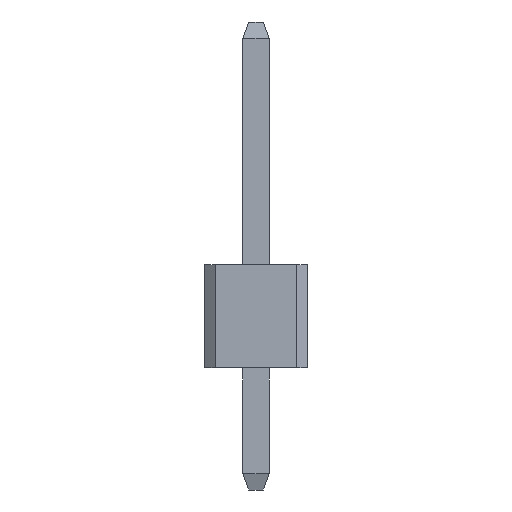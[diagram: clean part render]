
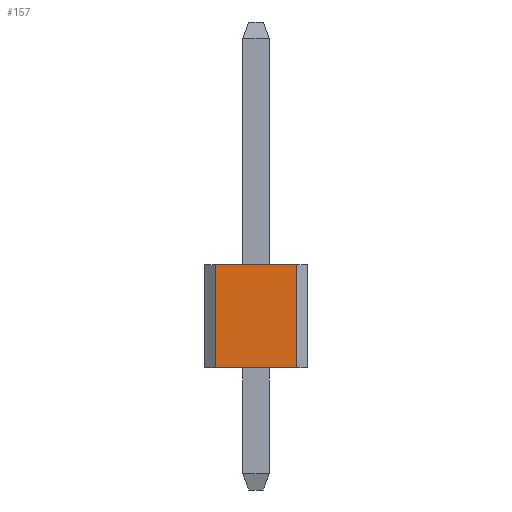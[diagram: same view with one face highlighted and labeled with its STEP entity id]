
A CAD part, front view. The second image highlights one B-rep face of the part: STEP entity #157.
In plain terms, the highlighted planar face has unit normal (0, -1, 0).
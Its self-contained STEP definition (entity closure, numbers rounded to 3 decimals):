
#35 = DIRECTION ( 'NONE',  ( 0., 0., -1. ) ) ;
#40 = CARTESIAN_POINT ( 'NONE',  ( -1., -1.27, 5.54 ) ) ;
#52 = LINE ( 'NONE', #40, #1466 ) ;
#74 = VECTOR ( 'NONE', #691, 1000. ) ;
#157 = ADVANCED_FACE ( 'NONE', ( #1513 ), #787, .T. ) ;
#186 = CARTESIAN_POINT ( 'NONE',  ( 1., -1.27, 5.54 ) ) ;
#378 = DIRECTION ( 'NONE',  ( 0., 0., -1. ) ) ;
#434 = VECTOR ( 'NONE', #35, 1000. ) ;
#467 = CARTESIAN_POINT ( 'NONE',  ( -1., -1.27, 3. ) ) ;
#484 = EDGE_CURVE ( 'NONE', #910, #980, #1278, .T. ) ;
#544 = VERTEX_POINT ( 'NONE', #467 ) ;
#588 = AXIS2_PLACEMENT_3D ( 'NONE', #1153, #893, #378 ) ;
#691 = DIRECTION ( 'NONE',  ( -1., 0., 0. ) ) ;
#692 = VERTEX_POINT ( 'NONE', #1520 ) ;
#703 = ORIENTED_EDGE ( 'NONE', *, *, #1428, .F. ) ;
#723 = EDGE_CURVE ( 'NONE', #910, #692, #1171, .T. ) ;
#784 = ORIENTED_EDGE ( 'NONE', *, *, #484, .T. ) ;
#787 = PLANE ( 'NONE',  #588 ) ;
#790 = CARTESIAN_POINT ( 'NONE',  ( -1., -1.27, 5.54 ) ) ;
#821 = ORIENTED_EDGE ( 'NONE', *, *, #723, .F. ) ;
#893 = DIRECTION ( 'NONE',  ( 0., -1., 0. ) ) ;
#896 = EDGE_CURVE ( 'NONE', #980, #544, #52, .T. ) ;
#898 = CARTESIAN_POINT ( 'NONE',  ( 1., -1.27, 5.54 ) ) ;
#910 = VERTEX_POINT ( 'NONE', #186 ) ;
#961 = ORIENTED_EDGE ( 'NONE', *, *, #896, .T. ) ;
#980 = VERTEX_POINT ( 'NONE', #1182 ) ;
#1034 = LINE ( 'NONE', #1293, #74 ) ;
#1153 = CARTESIAN_POINT ( 'NONE',  ( -1., -1.27, 5.54 ) ) ;
#1171 = LINE ( 'NONE', #898, #434 ) ;
#1182 = CARTESIAN_POINT ( 'NONE',  ( -1., -1.27, 5.54 ) ) ;
#1202 = EDGE_LOOP ( 'NONE', ( #703, #821, #784, #961 ) ) ;
#1204 = DIRECTION ( 'NONE',  ( 0., 0., -1. ) ) ;
#1222 = VECTOR ( 'NONE', #1288, 1000. ) ;
#1278 = LINE ( 'NONE', #790, #1222 ) ;
#1288 = DIRECTION ( 'NONE',  ( -1., 0., 0. ) ) ;
#1293 = CARTESIAN_POINT ( 'NONE',  ( -1., -1.27, 3. ) ) ;
#1428 = EDGE_CURVE ( 'NONE', #692, #544, #1034, .T. ) ;
#1466 = VECTOR ( 'NONE', #1204, 1000. ) ;
#1513 = FACE_OUTER_BOUND ( 'NONE', #1202, .T. ) ;
#1520 = CARTESIAN_POINT ( 'NONE',  ( 1., -1.27, 3. ) ) ;
